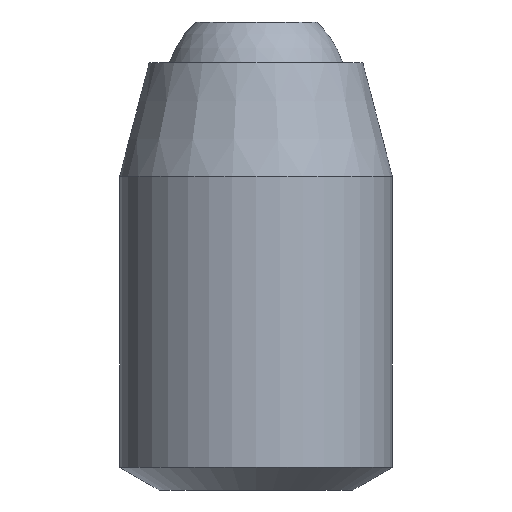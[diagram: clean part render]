
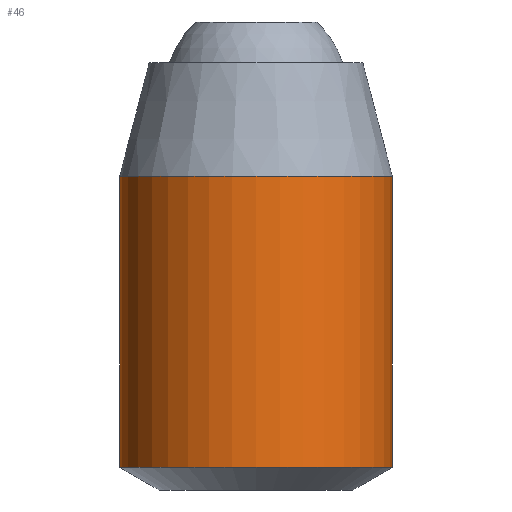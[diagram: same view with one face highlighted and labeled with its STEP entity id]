
A CAD part, front view. The second image highlights one B-rep face of the part: STEP entity #46.
In plain terms, the highlighted cylindrical face has radius 3 mm (diameter 6 mm), a full revolution.
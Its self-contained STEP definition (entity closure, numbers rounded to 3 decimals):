
#46 = ADVANCED_FACE( '', ( #104, #105 ), #106, .T. );
#104 = FACE_OUTER_BOUND( '', #178, .T. );
#105 = FACE_OUTER_BOUND( '', #179, .T. );
#106 = CYLINDRICAL_SURFACE( '', #180, 3. );
#178 = EDGE_LOOP( '', ( #252 ) );
#179 = EDGE_LOOP( '', ( #253 ) );
#180 = AXIS2_PLACEMENT_3D( '', #254, #255, #256 );
#252 = ORIENTED_EDGE( '', *, *, #402, .T. );
#253 = ORIENTED_EDGE( '', *, *, #403, .T. );
#254 = CARTESIAN_POINT( '', ( 0., 0., 9.4 ) );
#255 = DIRECTION( '', ( 0., 0., 1. ) );
#256 = DIRECTION( '', ( -1., 0., 0. ) );
#402 = EDGE_CURVE( '', #464, #464, #465, .T. );
#403 = EDGE_CURVE( '', #466, #466, #467, .F. );
#464 = VERTEX_POINT( '', #549 );
#465 = CIRCLE( '', #550, 3. );
#466 = VERTEX_POINT( '', #551 );
#467 = CIRCLE( '', #552, 3. );
#549 = CARTESIAN_POINT( '', ( 3., 0., 0.5 ) );
#550 = AXIS2_PLACEMENT_3D( '', #641, #642, #643 );
#551 = CARTESIAN_POINT( '', ( 3., 0., 6.9 ) );
#552 = AXIS2_PLACEMENT_3D( '', #644, #645, #646 );
#641 = CARTESIAN_POINT( '', ( 0., 0., 0.5 ) );
#642 = DIRECTION( '', ( 0., 0., 1. ) );
#643 = DIRECTION( '', ( 1., 0., 0. ) );
#644 = CARTESIAN_POINT( '', ( 0., 0., 6.9 ) );
#645 = DIRECTION( '', ( 0., 0., 1. ) );
#646 = DIRECTION( '', ( 1., 0., 0. ) );
